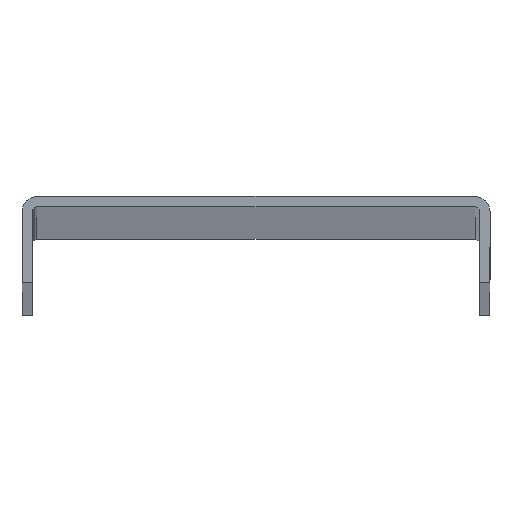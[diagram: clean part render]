
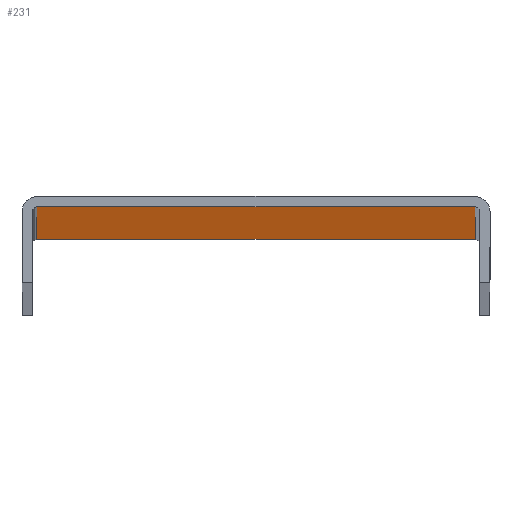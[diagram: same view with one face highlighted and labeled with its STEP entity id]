
A CAD part, top view. The second image highlights one B-rep face of the part: STEP entity #231.
In plain terms, the highlighted planar face has unit normal (0, -1, 0).
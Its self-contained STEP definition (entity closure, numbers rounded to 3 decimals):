
#9 = VERTEX_POINT ( 'NONE', #121 ) ;
#11 = EDGE_CURVE ( 'NONE', #9, #29, #601, .T. ) ;
#29 = VERTEX_POINT ( 'NONE', #361 ) ;
#111 = AXIS2_PLACEMENT_3D ( 'NONE', #441, #439, #382 ) ;
#114 = EDGE_CURVE ( 'NONE', #412, #364, #526, .T. ) ;
#121 = CARTESIAN_POINT ( 'NONE',  ( -23.4, -1.1, -1000. ) ) ;
#136 = ORIENTED_EDGE ( 'NONE', *, *, #114, .F. ) ;
#156 = DIRECTION ( 'NONE',  ( 1., 0., 0. ) ) ;
#165 = CARTESIAN_POINT ( 'NONE',  ( -23.4, -1.1, 1000. ) ) ;
#178 = FACE_OUTER_BOUND ( 'NONE', #530, .T. ) ;
#186 = CARTESIAN_POINT ( 'NONE',  ( 23.4, -1.1, 1000. ) ) ;
#216 = EDGE_CURVE ( 'NONE', #364, #9, #470, .T. ) ;
#220 = VECTOR ( 'NONE', #156, 1000. ) ;
#231 = ADVANCED_FACE ( 'NONE', ( #178 ), #528, .F. ) ;
#247 = VECTOR ( 'NONE', #268, 1000. ) ;
#268 = DIRECTION ( 'NONE',  ( -1., 0., 0. ) ) ;
#276 = CARTESIAN_POINT ( 'NONE',  ( 23.4, -1.1, 1000. ) ) ;
#328 = CARTESIAN_POINT ( 'NONE',  ( 23.4, -1.1, -1000. ) ) ;
#337 = ORIENTED_EDGE ( 'NONE', *, *, #216, .F. ) ;
#361 = CARTESIAN_POINT ( 'NONE',  ( -23.4, -1.1, 1000. ) ) ;
#364 = VERTEX_POINT ( 'NONE', #376 ) ;
#376 = CARTESIAN_POINT ( 'NONE',  ( 23.4, -1.1, -1000. ) ) ;
#382 = DIRECTION ( 'NONE',  ( -1., 0., 0. ) ) ;
#412 = VERTEX_POINT ( 'NONE', #276 ) ;
#439 = DIRECTION ( 'NONE',  ( 0., 1., 0. ) ) ;
#441 = CARTESIAN_POINT ( 'NONE',  ( 0., -1.1, 1000. ) ) ;
#468 = CARTESIAN_POINT ( 'NONE',  ( -23.4, -1.1, 1000. ) ) ;
#469 = LINE ( 'NONE', #468, #220 ) ;
#470 = LINE ( 'NONE', #328, #247 ) ;
#475 = ORIENTED_EDGE ( 'NONE', *, *, #11, .F. ) ;
#494 = VECTOR ( 'NONE', #500, 1000. ) ;
#500 = DIRECTION ( 'NONE',  ( 0., 0., -1. ) ) ;
#526 = LINE ( 'NONE', #186, #494 ) ;
#528 = PLANE ( 'NONE',  #111 ) ;
#530 = EDGE_LOOP ( 'NONE', ( #136, #621, #475, #337 ) ) ;
#534 = EDGE_CURVE ( 'NONE', #29, #412, #469, .T. ) ;
#560 = DIRECTION ( 'NONE',  ( 0., 0., 1. ) ) ;
#567 = VECTOR ( 'NONE', #560, 1000. ) ;
#601 = LINE ( 'NONE', #165, #567 ) ;
#621 = ORIENTED_EDGE ( 'NONE', *, *, #534, .F. ) ;
